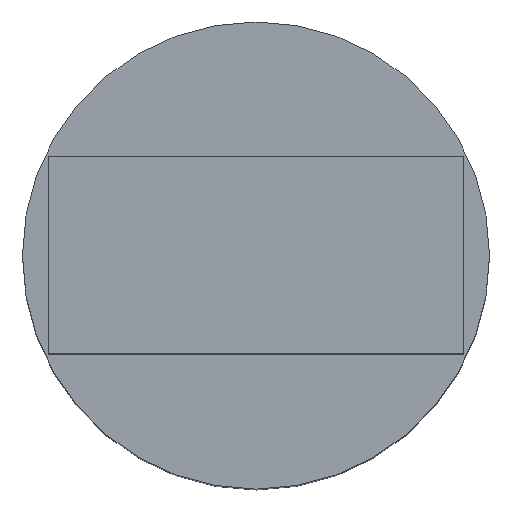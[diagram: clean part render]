
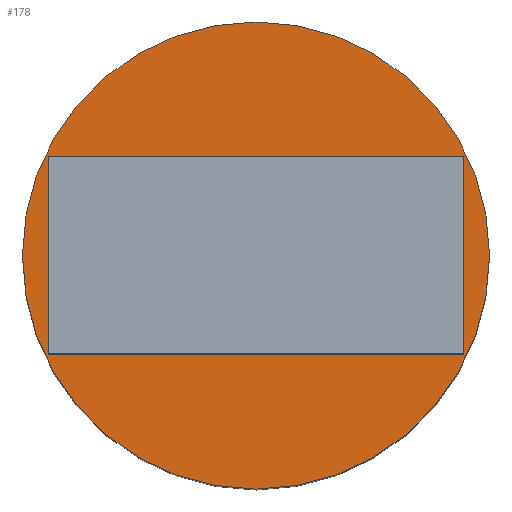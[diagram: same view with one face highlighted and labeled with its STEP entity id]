
A CAD part, top view. The second image highlights one B-rep face of the part: STEP entity #178.
In plain terms, the highlighted planar face has unit normal (0, 0, 1).
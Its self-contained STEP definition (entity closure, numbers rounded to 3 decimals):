
#17=FACE_BOUND('',#50,.T.);
#25=PLANE('',#209);
#36=FACE_OUTER_BOUND('',#49,.T.);
#49=EDGE_LOOP('',(#159));
#50=EDGE_LOOP('',(#160,#161,#162,#163));
#59=LINE('',#289,#74);
#60=LINE('',#293,#75);
#64=LINE('',#300,#79);
#67=LINE('',#305,#82);
#74=VECTOR('',#239,10.);
#75=VECTOR('',#242,10.);
#79=VECTOR('',#248,10.);
#82=VECTOR('',#255,10.);
#87=CIRCLE('',#201,4.5);
#93=VERTEX_POINT('',#276);
#96=VERTEX_POINT('',#283);
#98=VERTEX_POINT('',#287);
#99=VERTEX_POINT('',#291);
#100=VERTEX_POINT('',#292);
#109=EDGE_CURVE('',#93,#93,#87,.T.);
#115=EDGE_CURVE('',#96,#98,#59,.T.);
#116=EDGE_CURVE('',#99,#100,#60,.T.);
#120=EDGE_CURVE('',#98,#99,#64,.T.);
#123=EDGE_CURVE('',#100,#96,#67,.T.);
#159=ORIENTED_EDGE('',*,*,#109,.T.);
#160=ORIENTED_EDGE('',*,*,#123,.T.);
#161=ORIENTED_EDGE('',*,*,#115,.T.);
#162=ORIENTED_EDGE('',*,*,#120,.T.);
#163=ORIENTED_EDGE('',*,*,#116,.T.);
#178=ADVANCED_FACE('',(#36,#17),#25,.T.);
#201=AXIS2_PLACEMENT_3D('',#277,#229,#230);
#209=AXIS2_PLACEMENT_3D('',#307,#258,#259);
#229=DIRECTION('center_axis',(0.,0.,1.));
#230=DIRECTION('ref_axis',(-1.,0.,0.));
#239=DIRECTION('',(1.,0.,0.));
#242=DIRECTION('',(-1.,0.,0.));
#248=DIRECTION('',(0.,-1.,0.));
#255=DIRECTION('',(0.,1.,0.));
#258=DIRECTION('center_axis',(0.,0.,1.));
#259=DIRECTION('ref_axis',(1.,0.,0.));
#276=CARTESIAN_POINT('',(4.495,0.,10.));
#277=CARTESIAN_POINT('Origin',(-0.005,0.,
10.));
#283=CARTESIAN_POINT('',(-4.005,1.9,10.));
#287=CARTESIAN_POINT('',(3.995,1.9,10.));
#289=CARTESIAN_POINT('',(-0.005,1.9,10.));
#291=CARTESIAN_POINT('',(3.995,-1.9,10.));
#292=CARTESIAN_POINT('',(-4.005,-1.9,10.));
#293=CARTESIAN_POINT('',(-0.005,-1.9,10.));
#300=CARTESIAN_POINT('',(3.995,0.,10.));
#305=CARTESIAN_POINT('',(-4.005,0.,10.));
#307=CARTESIAN_POINT('Origin',(-0.005,0.,10.));
